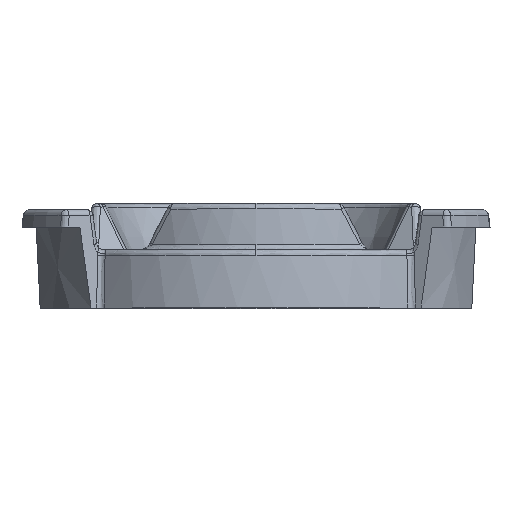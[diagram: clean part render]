
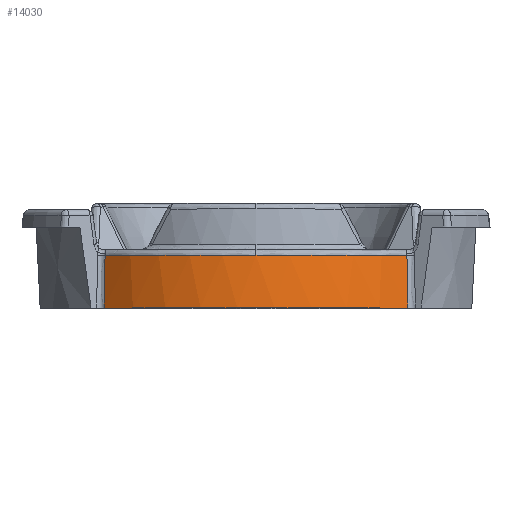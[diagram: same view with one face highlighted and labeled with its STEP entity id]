
A CAD part, top view. The second image highlights one B-rep face of the part: STEP entity #14030.
In plain terms, the highlighted conical face has half-angle 5 degrees and reference radius 80.2 mm.
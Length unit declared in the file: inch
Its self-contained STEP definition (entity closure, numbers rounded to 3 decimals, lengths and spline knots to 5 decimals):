
#59 = CIRCLE ( 'NONE', #6180, 3.15749 ) ;
#170 = CIRCLE ( 'NONE', #6177, 3.15749 ) ;
#308 = CONICAL_SURFACE ( 'NONE', #30222, 3.15749, 0.087 ) ;
#394 = FACE_OUTER_BOUND ( 'NONE', #37752, .T. ) ;
#1125 = CIRCLE ( 'NONE', #6165, 3.22655 ) ;
#6165 = AXIS2_PLACEMENT_3D ( 'NONE', #44491, #44502, #44503 ) ;
#6177 = AXIS2_PLACEMENT_3D ( 'NONE', #8940, #8943, #8944 ) ;
#6180 = AXIS2_PLACEMENT_3D ( 'NONE', #9003, #9119, #9120 ) ;
#8169 = CARTESIAN_POINT ( 'NONE',  ( 2.28281, -0.125, 2.28022 ) ) ;
#8195 = CARTESIAN_POINT ( 'NONE',  ( 2.26997, 0.66442, 2.19476 ) ) ;
#8486 = CARTESIAN_POINT ( 'NONE',  ( 0., 0.66442, 3.15749 ) ) ;
#8940 = CARTESIAN_POINT ( 'NONE',  ( 0., 0.66442, 0. ) ) ;
#8943 = DIRECTION ( 'NONE',  ( 0., 1., 0. ) ) ;
#8944 = DIRECTION ( 'NONE',  ( 0., 0., -1. ) ) ;
#9003 = CARTESIAN_POINT ( 'NONE',  ( 0., 0.66442, 0. ) ) ;
#9119 = DIRECTION ( 'NONE',  ( 0., 1., 0. ) ) ;
#9120 = DIRECTION ( 'NONE',  ( 0., 0., -1. ) ) ;
#13193 = EDGE_CURVE ( 'NONE', #42855, #32696, #1125, .T. ) ;
#13196 = EDGE_CURVE ( 'NONE', #32696, #32681, #17845, .T. ) ;
#13241 = EDGE_CURVE ( 'NONE', #43039, #42868, #170, .T. ) ;
#13250 = EDGE_CURVE ( 'NONE', #32681, #43039, #59, .T. ) ;
#14030 = ADVANCED_FACE ( 'NONE', ( #394 ), #308, .T. ) ;
#14515 = CARTESIAN_POINT ( 'NONE',  ( 2.26997, 0.66442, 2.19476 ) ) ;
#14524 = CARTESIAN_POINT ( 'NONE',  ( 2.27434, 0.40411, 2.22301 ) ) ;
#14525 = CARTESIAN_POINT ( 'NONE',  ( 2.27862, 0.14097, 2.25149 ) ) ;
#14526 = CARTESIAN_POINT ( 'NONE',  ( 2.28281, -0.125, 2.28022 ) ) ;
#17805 = B_SPLINE_CURVE_WITH_KNOTS ( 'NONE', 3,
 ( #14515, #14524, #14525, #14526 ),
 .UNSPECIFIED., .F., .F.,
 ( 4, 4 ),
 ( 0., 1. ),
 .UNSPECIFIED. ) ;
#17845 = B_SPLINE_CURVE_WITH_KNOTS ( 'NONE', 3,
 ( #44501, #44511, #44512, #44513 ),
 .UNSPECIFIED., .F., .F.,
 ( 4, 4 ),
 ( 0., 1. ),
 .UNSPECIFIED. ) ;
#24415 = EDGE_CURVE ( 'NONE', #42868, #42855, #17805, .T. ) ;
#30222 = AXIS2_PLACEMENT_3D ( 'NONE', #33582, #33563, #33565 ) ;
#32681 = VERTEX_POINT ( 'NONE', #40848 ) ;
#32696 = VERTEX_POINT ( 'NONE', #40874 ) ;
#33563 = DIRECTION ( 'NONE',  ( 0., -1., 0. ) ) ;
#33565 = DIRECTION ( 'NONE',  ( 0., 0., -1. ) ) ;
#33582 = CARTESIAN_POINT ( 'NONE',  ( 0., 0.66442, 0. ) ) ;
#37752 = EDGE_LOOP ( 'NONE', ( #43294, #43379, #43318, #43746, #43102 ) ) ;
#40848 = CARTESIAN_POINT ( 'NONE',  ( -2.26997, 0.66442, 2.19476 ) ) ;
#40874 = CARTESIAN_POINT ( 'NONE',  ( -2.28281, -0.125, 2.28022 ) ) ;
#42855 = VERTEX_POINT ( 'NONE', #8169 ) ;
#42868 = VERTEX_POINT ( 'NONE', #8195 ) ;
#43039 = VERTEX_POINT ( 'NONE', #8486 ) ;
#43102 = ORIENTED_EDGE ( 'NONE', *, *, #13241, .F. ) ;
#43294 = ORIENTED_EDGE ( 'NONE', *, *, #13250, .F. ) ;
#43318 = ORIENTED_EDGE ( 'NONE', *, *, #13193, .F. ) ;
#43379 = ORIENTED_EDGE ( 'NONE', *, *, #13196, .F. ) ;
#43746 = ORIENTED_EDGE ( 'NONE', *, *, #24415, .F. ) ;
#44491 = CARTESIAN_POINT ( 'NONE',  ( 0., -0.125, 0. ) ) ;
#44501 = CARTESIAN_POINT ( 'NONE',  ( -2.28281, -0.125, 2.28022 ) ) ;
#44502 = DIRECTION ( 'NONE',  ( 0., -1., 0. ) ) ;
#44503 = DIRECTION ( 'NONE',  ( 0., 0., -1. ) ) ;
#44511 = CARTESIAN_POINT ( 'NONE',  ( -2.27862, 0.14097, 2.25149 ) ) ;
#44512 = CARTESIAN_POINT ( 'NONE',  ( -2.27434, 0.40411, 2.22301 ) ) ;
#44513 = CARTESIAN_POINT ( 'NONE',  ( -2.26997, 0.66442, 2.19476 ) ) ;
